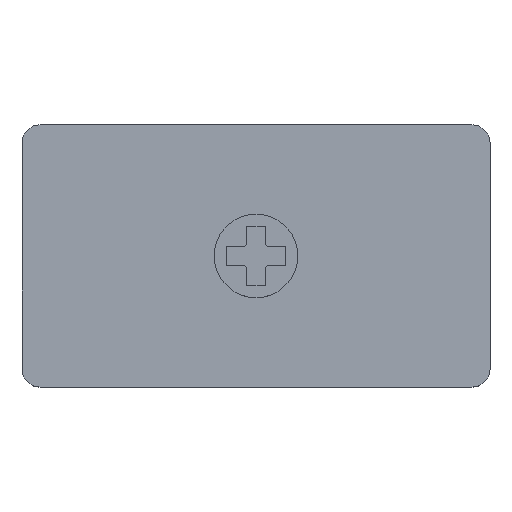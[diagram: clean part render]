
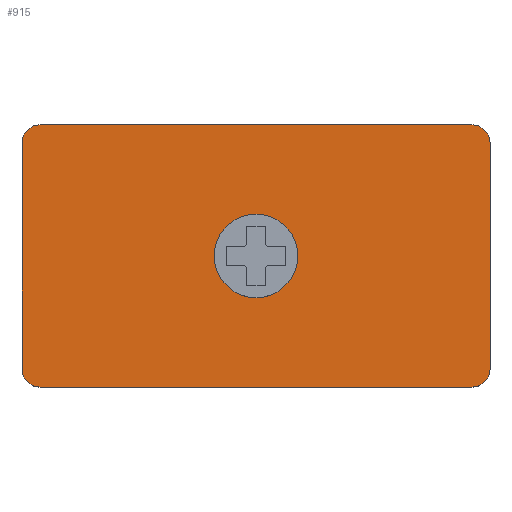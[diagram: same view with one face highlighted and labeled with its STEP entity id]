
A CAD part, top view. The second image highlights one B-rep face of the part: STEP entity #915.
In plain terms, the highlighted planar face has unit normal (0, 0, 1).
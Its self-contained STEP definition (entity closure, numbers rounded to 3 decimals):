
#108=CARTESIAN_POINT('',(14.994,9.1,2.));
#109=VERTEX_POINT('',#108);
#110=CARTESIAN_POINT('',(-14.994,9.1,2.));
#111=VERTEX_POINT('',#110);
#112=CARTESIAN_POINT('',(14.994,9.1,2.));
#113=DIRECTION('',(-1.,0.,0.));
#114=VECTOR('',#113,29.988);
#115=LINE('',#112,#114);
#116=EDGE_CURVE('',#109,#111,#115,.T.);
#139=CARTESIAN_POINT('',(-16.244,7.85,2.));
#140=VERTEX_POINT('',#139);
#141=CARTESIAN_POINT('',(-16.244,-7.85,2.));
#142=VERTEX_POINT('',#141);
#143=CARTESIAN_POINT('',(-16.244,7.85,2.));
#144=DIRECTION('',(-0.,-1.,-0.));
#145=VECTOR('',#144,15.7);
#146=LINE('',#143,#145);
#147=EDGE_CURVE('',#140,#142,#146,.T.);
#171=CARTESIAN_POINT('',(14.994,-9.1,2.));
#172=VERTEX_POINT('',#171);
#179=CARTESIAN_POINT('',(-14.994,-9.1,2.));
#180=VERTEX_POINT('',#179);
#181=CARTESIAN_POINT('',(-14.994,-9.1,2.));
#182=DIRECTION('',(1.,-0.,-0.));
#183=VECTOR('',#182,29.988);
#184=LINE('',#181,#183);
#185=EDGE_CURVE('',#180,#172,#184,.T.);
#201=CARTESIAN_POINT('',(16.244,-7.85,2.));
#202=VERTEX_POINT('',#201);
#203=CARTESIAN_POINT('',(16.244,7.85,2.));
#204=VERTEX_POINT('',#203);
#205=CARTESIAN_POINT('',(16.244,-7.85,2.));
#206=DIRECTION('',(-0.,1.,0.));
#207=VECTOR('',#206,15.7);
#208=LINE('',#205,#207);
#209=EDGE_CURVE('',#202,#204,#208,.T.);
#232=CARTESIAN_POINT('',(14.994,-7.85,2.));
#233=DIRECTION('',(-0.,-0.,1.));
#234=DIRECTION('',(-0.,-1.,-0.));
#235=AXIS2_PLACEMENT_3D('',#232,#233,#234);
#236=CIRCLE('',#235,1.25);
#237=EDGE_CURVE('',#172,#202,#236,.T.);
#250=CARTESIAN_POINT('',(14.994,7.85,2.));
#251=DIRECTION('',(-0.,-0.,1.));
#252=DIRECTION('',(-0.,-1.,-0.));
#253=AXIS2_PLACEMENT_3D('',#250,#251,#252);
#254=CIRCLE('',#253,1.25);
#255=EDGE_CURVE('',#204,#109,#254,.T.);
#268=CARTESIAN_POINT('',(-14.994,7.85,2.));
#269=DIRECTION('',(-0.,-0.,1.));
#270=DIRECTION('',(-0.,-1.,-0.));
#271=AXIS2_PLACEMENT_3D('',#268,#269,#270);
#272=CIRCLE('',#271,1.25);
#273=EDGE_CURVE('',#111,#140,#272,.T.);
#286=CARTESIAN_POINT('',(-14.994,-7.85,2.));
#287=DIRECTION('',(-0.,-0.,1.));
#288=DIRECTION('',(-0.,-1.,-0.));
#289=AXIS2_PLACEMENT_3D('',#286,#287,#288);
#290=CIRCLE('',#289,1.25);
#291=EDGE_CURVE('',#142,#180,#290,.T.);
#681=CARTESIAN_POINT('',(0.,-2.9,2.));
#682=VERTEX_POINT('',#681);
#699=CARTESIAN_POINT('',(0.,2.9,2.));
#700=VERTEX_POINT('',#699);
#701=CARTESIAN_POINT('',(0.,0.,2.));
#702=DIRECTION('',(-0.,-0.,1.));
#703=DIRECTION('',(0.,1.,0.));
#704=AXIS2_PLACEMENT_3D('',#701,#702,#703);
#705=CIRCLE('',#704,2.9);
#706=EDGE_CURVE('',#682,#700,#705,.T.);
#708=CARTESIAN_POINT('',(0.,0.,2.));
#709=DIRECTION('',(-0.,-0.,1.));
#710=DIRECTION('',(0.,1.,0.));
#711=AXIS2_PLACEMENT_3D('',#708,#709,#710);
#712=CIRCLE('',#711,2.9);
#713=EDGE_CURVE('',#700,#682,#712,.T.);
#896=CARTESIAN_POINT('',(0.11,0.009,2.));
#897=DIRECTION('',(0.,0.,-1.));
#898=DIRECTION('',(-0.,-1.,-0.));
#899=AXIS2_PLACEMENT_3D('',#896,#897,#898);
#900=PLANE('',#899);
#901=ORIENTED_EDGE('',*,*,#185,.T.);
#902=ORIENTED_EDGE('',*,*,#237,.T.);
#903=ORIENTED_EDGE('',*,*,#209,.T.);
#904=ORIENTED_EDGE('',*,*,#255,.T.);
#905=ORIENTED_EDGE('',*,*,#116,.T.);
#906=ORIENTED_EDGE('',*,*,#273,.T.);
#907=ORIENTED_EDGE('',*,*,#147,.T.);
#908=ORIENTED_EDGE('',*,*,#291,.T.);
#909=EDGE_LOOP('',(#901,#902,#903,#904,#905,#906,#907,#908));
#910=FACE_BOUND('',#909,.T.);
#911=ORIENTED_EDGE('',*,*,#706,.F.);
#912=ORIENTED_EDGE('',*,*,#713,.F.);
#913=EDGE_LOOP('',(#911,#912));
#914=FACE_BOUND('',#913,.T.);
#915=ADVANCED_FACE('',(#910,#914),#900,.F.);
